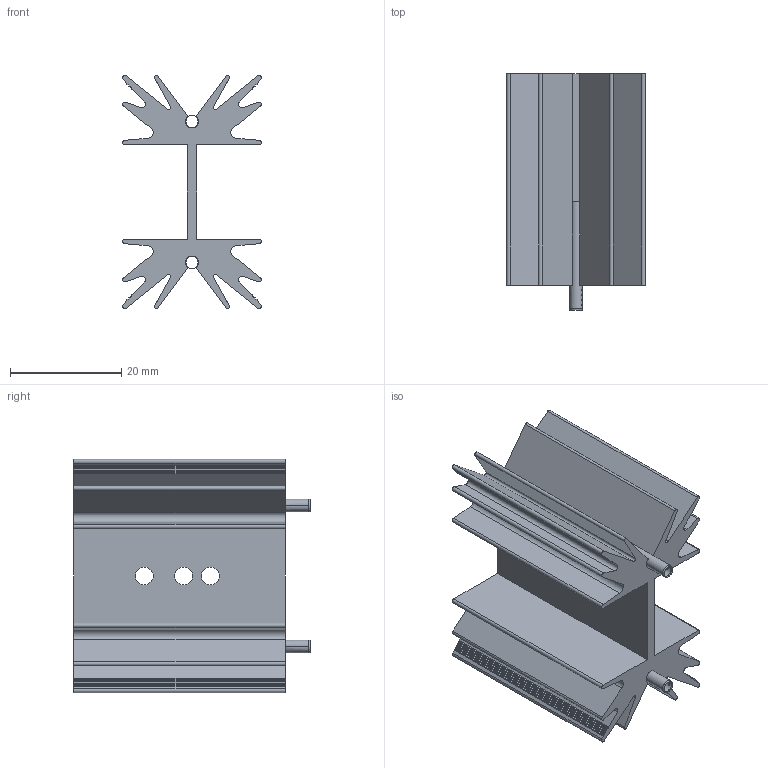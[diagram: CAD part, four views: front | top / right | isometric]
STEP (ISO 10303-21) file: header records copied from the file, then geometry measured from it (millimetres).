
FILE_DESCRIPTION(/* description */ (''),/* implementation_level */ '2;1');
FILE_NAME(/* name */ 'Heatsink 5K,W - 38.1 x 42 x 25 mm.stp',/* time_stamp */ '2022-05-29T09:48:57+02:00',/* author */ ('JOSE LUIS'),/* organization */ (''),/* preprocessor_version */ 'ST-DEVELOPER v18',/* originating_system */ 'Autodesk Inventor 2020',/* authorisation */ '');
FILE_SCHEMA (('AUTOMOTIVE_DESIGN { 1 0 10303 214 3 1 1 }'));
Length unit declared in the file: millimetre
Products named in the file (1): 5- Disipador 5K,W - 38.1 x 42 x 25 mm
Bounding box: 25 x 42.6 x 42 mm (x, y, z)
Volume: 13293.2 mm3; surface area: 12639.5 mm2
Topology: 1 solids, 1 shells, 494 faces, 1255 edges, 753 vertices
Faces by surface type: cylinder 246, plane 106, bspline 78, torus 64
Full cylindrical faces by diameter (mm): 2.18 x2, 3.2 x3
Entity records: 17355 total; most frequent: CARTESIAN_POINT 5219, ORIENTED_EDGE 2518, DIRECTION 2312, EDGE_CURVE 1259, AXIS2_PLACEMENT_3D 836, VERTEX_POINT 753, LINE 640, VECTOR 640
